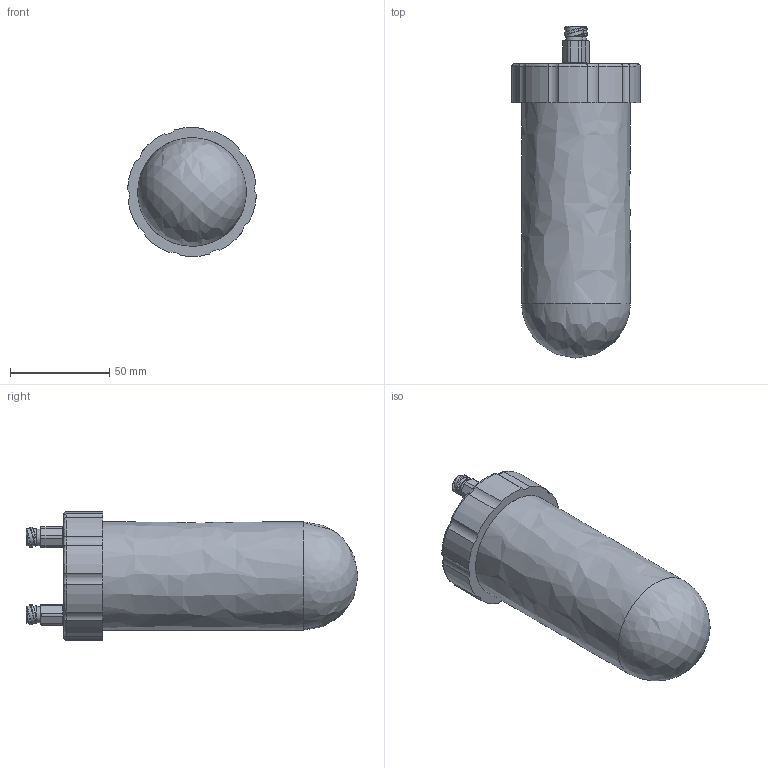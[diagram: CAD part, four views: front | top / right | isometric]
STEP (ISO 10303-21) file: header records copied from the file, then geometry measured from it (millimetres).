
FILE_DESCRIPTION(('FreeCAD Model'),'2;1');
FILE_NAME('Open CASCADE Shape Model','2025-04-26T18:49:36',('FreeCAD'),( 'FreeCAD'),'Open CASCADE STEP processor 7.6','FreeCAD','Unknown');
FILE_SCHEMA(('AUTOMOTIVE_DESIGN { 1 0 10303 214 1 1 1 1 }'));
Length unit declared in the file: millimetre
Products named in the file (1): Open CASCADE STEP translator 7.6 1
Bounding box: 65.04 x 167.41 x 65.06 mm (x, y, z)
Volume: 122472.3 mm3; surface area: 72295.6 mm2
Topology: 6 solids, 6 shells, 334 faces, 872 edges, 557 vertices
Faces by surface type: bspline 334
Entity records: 18434 total; most frequent: CARTESIAN_POINT 13553, ORIENTED_EDGE 1736, EDGE_CURVE 868, VERTEX_POINT 557, B_SPLINE_CURVE_WITH_KNOTS 442, FACE_BOUND 405, EDGE_LOOP 405, ADVANCED_FACE 334
